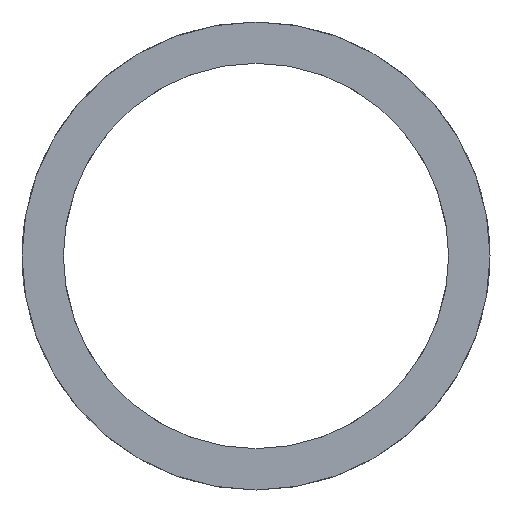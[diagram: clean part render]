
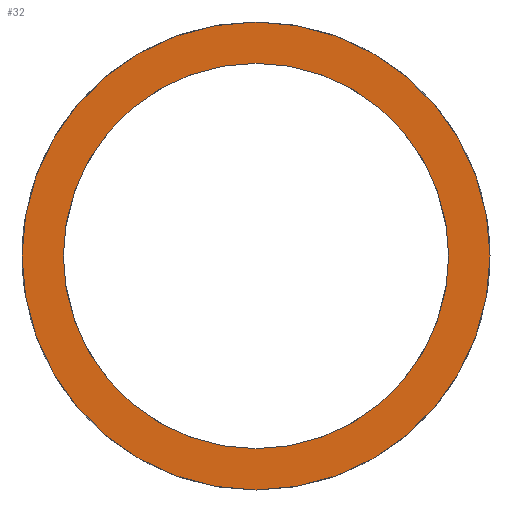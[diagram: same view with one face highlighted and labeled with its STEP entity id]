
A CAD part, front view. The second image highlights one B-rep face of the part: STEP entity #32.
In plain terms, the highlighted planar face has unit normal (0, -1, 0).
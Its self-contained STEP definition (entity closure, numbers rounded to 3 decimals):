
#1 = CARTESIAN_POINT ( 'NONE',  ( 0., -4.464, 7. ) ) ;
#13 = DIRECTION ( 'NONE',  ( 0., 0., 1. ) ) ;
#32 = ADVANCED_FACE ( 'NONE', ( #456, #360 ), #483, .F. ) ;
#37 = VERTEX_POINT ( 'NONE', #1 ) ;
#46 = DIRECTION ( 'NONE',  ( 0., 1., 0. ) ) ;
#47 = CIRCLE ( 'NONE', #368, 7. ) ;
#50 = AXIS2_PLACEMENT_3D ( 'NONE', #424, #246, #13 ) ;
#55 = CARTESIAN_POINT ( 'NONE',  ( 0., -4.464, 8.5 ) ) ;
#67 = CIRCLE ( 'NONE', #581, 7. ) ;
#98 = CARTESIAN_POINT ( 'NONE',  ( 0., -4.464, 0. ) ) ;
#162 = CARTESIAN_POINT ( 'NONE',  ( 0., -4.464, 0. ) ) ;
#168 = EDGE_CURVE ( 'NONE', #459, #222, #432, .T. ) ;
#176 = ORIENTED_EDGE ( 'NONE', *, *, #168, .F. ) ;
#181 = EDGE_CURVE ( 'NONE', #37, #454, #67, .T. ) ;
#222 = VERTEX_POINT ( 'NONE', #565 ) ;
#225 = AXIS2_PLACEMENT_3D ( 'NONE', #162, #527, #248 ) ;
#243 = ORIENTED_EDGE ( 'NONE', *, *, #181, .T. ) ;
#246 = DIRECTION ( 'NONE',  ( 0., 1., 0. ) ) ;
#248 = DIRECTION ( 'NONE',  ( 0., 0., 1. ) ) ;
#298 = DIRECTION ( 'NONE',  ( 0., 1., 0. ) ) ;
#304 = EDGE_CURVE ( 'NONE', #222, #459, #414, .T. ) ;
#305 = CARTESIAN_POINT ( 'NONE',  ( 7., -4.464, 0. ) ) ;
#309 = DIRECTION ( 'NONE',  ( 0., 0., 1. ) ) ;
#325 = CARTESIAN_POINT ( 'NONE',  ( 0., -4.464, 0. ) ) ;
#326 = DIRECTION ( 'NONE',  ( 0., 0., 1. ) ) ;
#337 = EDGE_LOOP ( 'NONE', ( #176, #574 ) ) ;
#348 = DIRECTION ( 'NONE',  ( 0., 1., 0. ) ) ;
#360 = FACE_BOUND ( 'NONE', #571, .T. ) ;
#368 = AXIS2_PLACEMENT_3D ( 'NONE', #325, #46, #309 ) ;
#382 = DIRECTION ( 'NONE',  ( 0., 0., 1. ) ) ;
#393 = EDGE_CURVE ( 'NONE', #454, #37, #47, .T. ) ;
#414 = CIRCLE ( 'NONE', #225, 8.5 ) ;
#424 = CARTESIAN_POINT ( 'NONE',  ( 0., -4.464, 0. ) ) ;
#432 = CIRCLE ( 'NONE', #50, 8.5 ) ;
#454 = VERTEX_POINT ( 'NONE', #558 ) ;
#456 = FACE_OUTER_BOUND ( 'NONE', #337, .T. ) ;
#459 = VERTEX_POINT ( 'NONE', #55 ) ;
#483 = PLANE ( 'NONE',  #561 ) ;
#496 = ORIENTED_EDGE ( 'NONE', *, *, #393, .T. ) ;
#527 = DIRECTION ( 'NONE',  ( 0., 1., 0. ) ) ;
#558 = CARTESIAN_POINT ( 'NONE',  ( 0., -4.464, -7. ) ) ;
#561 = AXIS2_PLACEMENT_3D ( 'NONE', #305, #348, #326 ) ;
#565 = CARTESIAN_POINT ( 'NONE',  ( 0., -4.464, -8.5 ) ) ;
#571 = EDGE_LOOP ( 'NONE', ( #243, #496 ) ) ;
#574 = ORIENTED_EDGE ( 'NONE', *, *, #304, .F. ) ;
#581 = AXIS2_PLACEMENT_3D ( 'NONE', #98, #298, #382 ) ;
